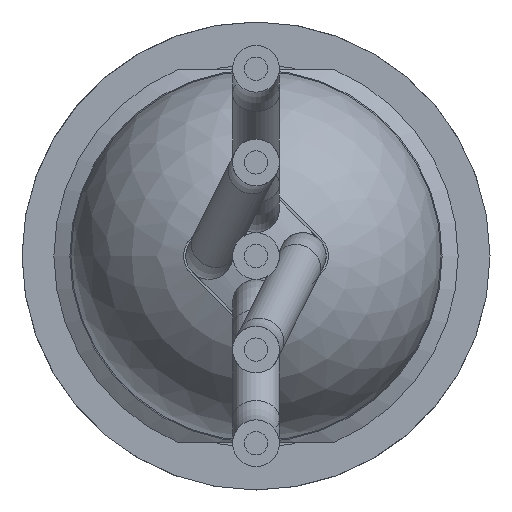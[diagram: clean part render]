
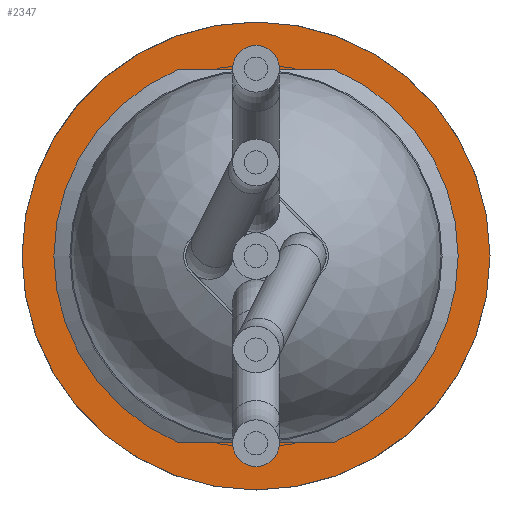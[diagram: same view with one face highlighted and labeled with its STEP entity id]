
A CAD part, front view. The second image highlights one B-rep face of the part: STEP entity #2347.
In plain terms, the highlighted planar face has unit normal (0, -1, 0).
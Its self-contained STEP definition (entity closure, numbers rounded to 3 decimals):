
#89=PLANE('',#2562);
#136=FACE_BOUND('',#735,.T.);
#597=FACE_OUTER_BOUND('',#734,.T.);
#734=EDGE_LOOP('',(#1854,#1855));
#735=EDGE_LOOP('',(#1856,#1857));
#904=CIRCLE('',#2555,8.75);
#905=CIRCLE('',#2556,8.75);
#908=CIRCLE('',#2563,11.);
#909=CIRCLE('',#2564,11.);
#1124=VERTEX_POINT('',#4076);
#1125=VERTEX_POINT('',#4077);
#1127=VERTEX_POINT('',#4089);
#1128=VERTEX_POINT('',#4090);
#1401=EDGE_CURVE('',#1124,#1125,#904,.T.);
#1402=EDGE_CURVE('',#1125,#1124,#905,.T.);
#1407=EDGE_CURVE('',#1127,#1128,#908,.T.);
#1408=EDGE_CURVE('',#1128,#1127,#909,.T.);
#1854=ORIENTED_EDGE('',*,*,#1407,.F.);
#1855=ORIENTED_EDGE('',*,*,#1408,.F.);
#1856=ORIENTED_EDGE('',*,*,#1401,.T.);
#1857=ORIENTED_EDGE('',*,*,#1402,.T.);
#2347=ADVANCED_FACE('',(#597,#136),#89,.T.);
#2555=AXIS2_PLACEMENT_3D('',#4078,#3077,#3078);
#2556=AXIS2_PLACEMENT_3D('',#4079,#3079,#3080);
#2562=AXIS2_PLACEMENT_3D('',#4088,#3093,#3094);
#2563=AXIS2_PLACEMENT_3D('',#4091,#3095,#3096);
#2564=AXIS2_PLACEMENT_3D('',#4092,#3097,#3098);
#3077=DIRECTION('center_axis',(0.,1.,0.));
#3078=DIRECTION('ref_axis',(-1.,0.,0.));
#3079=DIRECTION('center_axis',(0.,1.,0.));
#3080=DIRECTION('ref_axis',(-1.,0.,0.));
#3093=DIRECTION('center_axis',(0.,-1.,0.));
#3094=DIRECTION('ref_axis',(0.,0.,-1.));
#3095=DIRECTION('center_axis',(0.,1.,0.));
#3096=DIRECTION('ref_axis',(-1.,0.,0.));
#3097=DIRECTION('center_axis',(0.,1.,0.));
#3098=DIRECTION('ref_axis',(-1.,0.,0.));
#4076=CARTESIAN_POINT('',(-8.75,30.,0.));
#4077=CARTESIAN_POINT('',(8.75,30.,0.));
#4078=CARTESIAN_POINT('Origin',(0.,30.,0.));
#4079=CARTESIAN_POINT('Origin',(0.,30.,0.));
#4088=CARTESIAN_POINT('Origin',(-9.875,30.,0.));
#4089=CARTESIAN_POINT('',(-5.545,30.,-9.5));
#4090=CARTESIAN_POINT('',(11.,30.,0.));
#4091=CARTESIAN_POINT('Origin',(0.,30.,0.));
#4092=CARTESIAN_POINT('Origin',(0.,30.,0.));
